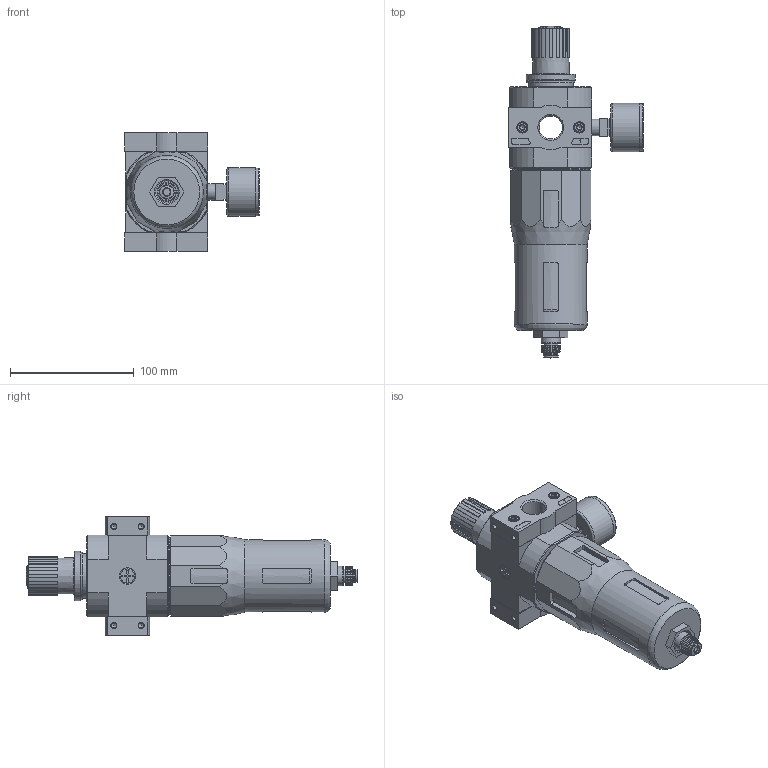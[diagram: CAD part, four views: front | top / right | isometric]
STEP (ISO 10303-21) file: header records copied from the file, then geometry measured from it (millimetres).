
FILE_DESCRIPTION(/* description */ ('STEP AP214'),/* implementation_level */ '2;1');
FILE_NAME(/* name */ '186494_LFR-1_2-D-5M-MAXI-A',/* time_stamp */ '2024-09-03T17:24:05+02:00',/* author */ ('License CC BY-ND 4.0'),/* organization */ ('CADENAS'),/* preprocessor_version */ 'ST-DEVELOPER v19.3',/* originating_system */ 'PARTsolutions',/* authorisation */ ' ');
FILE_SCHEMA (('AUTOMOTIVE_DESIGN {1 0 10303 214 3 1 1}'));
Length unit declared in the file: millimetre
Products named in the file (9): 186494 LFR-1/2-D-5M-MAXI-A---(0); 127318 LFR-D-5M-MAXI-A--(0); 8003639 PAGN-40-16-G14; 680244 PBL-1/2-D-MAXI-R---(0) p1; DIN-912 - M5x20(F); 680243 PBL-1/2-D-MAXI-L---(1) p1; 398011 LRVS-D-MINI; 125696 LR/LFR-D-MAXI; 526489 MS4-LFR-V
Assembly tree (11 placements, depth 2):
  186494 LFR-1/2-D-5M-MAXI-A---(0)
    127318 LFR-D-5M-MAXI-A--(0)
    8003639 PAGN-40-16-G14
    680244 PBL-1/2-D-MAXI-R---(0) p1
    DIN-912 - M5x20(F)  x4
    680243 PBL-1/2-D-MAXI-L---(1) p1
    398011 LRVS-D-MINI
    125696 LR/LFR-D-MAXI
    526489 MS4-LFR-V
Bounding box: 108.95 x 268.22 x 96 mm (x, y, z)
Volume: 750869.8 mm3; surface area: 96689.1 mm2
Topology: 11 solids, 12 shells, 630 faces, 1520 edges, 964 vertices
Faces by surface type: plane 330, cylinder 148, cone 110, torus 37, sphere 5
Full cylindrical faces by diameter (mm): 2 x1, 4.134 x8, 4.2 x1, 5 x4, 6 x1, 8.5 x4, 8.7 x1, 9.5 x1, 11 x2, 11.4 x1, 11.445 x2, 11.6 x1, 11.8 x1, 13.157 x2, 15.8 x1, 18 x1, 18.631 x2, 22 x1, 24.9 x1, 26.9 x1, 30 x2, 34.16 x1, 34.376 x1, 36 x1, 38.5 x1, 38.7 x1, 39 x1, 39.8 x1, 58.8 x1, 59 x1
Entity records: 18440 total; most frequent: CARTESIAN_POINT 3287, DIRECTION 2624, ORIENTED_EDGE 2408, EDGE_CURVE 1204, AXIS2_PLACEMENT_3D 1032, VERTEX_POINT 865, FACE_BOUND 759, EDGE_LOOP 750
